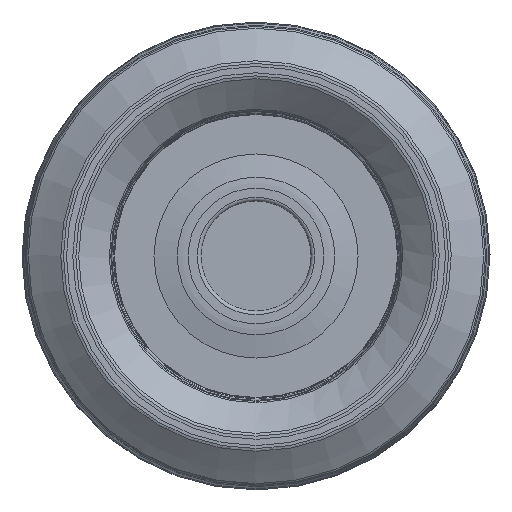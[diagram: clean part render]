
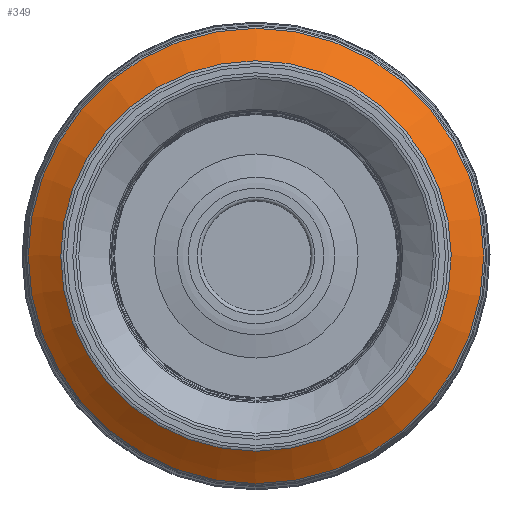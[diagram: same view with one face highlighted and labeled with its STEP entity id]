
A CAD part, left-side view. The second image highlights one B-rep face of the part: STEP entity #349.
In plain terms, the highlighted face is a revolution surface.
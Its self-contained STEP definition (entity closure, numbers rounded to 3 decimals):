
#111=SURFACE_OF_REVOLUTION('',#288,#132);
#132=AXIS1_PLACEMENT('',#1890,#1383);
#288=B_SPLINE_CURVE_WITH_KNOTS('',3,(#1885,#1886,#1887,#1888,#1889),
 .UNSPECIFIED.,.F.,.F.,(4,1,4),(0.,0.5,1.),.UNSPECIFIED.);
#349=ADVANCED_FACE('',(#433,#434),#111,.T.);
#433=FACE_BOUND('',#550,.T.);
#434=FACE_BOUND('',#551,.T.);
#550=EDGE_LOOP('',(#766));
#551=EDGE_LOOP('',(#767));
#766=ORIENTED_EDGE('',*,*,#985,.F.);
#767=ORIENTED_EDGE('',*,*,#984,.T.);
#876=VERTEX_POINT('',#1876);
#877=VERTEX_POINT('',#1884);
#984=EDGE_CURVE('',#876,#876,#1044,.T.);
#985=EDGE_CURVE('',#877,#877,#1045,.T.);
#1044=CIRCLE('',#1149,31.942);
#1045=CIRCLE('',#1150,37.253);
#1149=AXIS2_PLACEMENT_3D('',#1875,#1378,#1379);
#1150=AXIS2_PLACEMENT_3D('',#1883,#1381,#1382);
#1378=DIRECTION('',(1.,0.,0.));
#1379=DIRECTION('',(0.,0.,-1.));
#1381=DIRECTION('',(1.,0.,0.));
#1382=DIRECTION('',(0.,0.,-1.));
#1383=DIRECTION('',(1.,0.,0.));
#1875=CARTESIAN_POINT('',(0.158,0.,0.));
#1876=CARTESIAN_POINT('',(0.158,0.,-31.942));
#1883=CARTESIAN_POINT('',(3.888,0.,0.));
#1884=CARTESIAN_POINT('',(3.888,0.,-37.253));
#1885=CARTESIAN_POINT('',(0.158,-31.558,4.935));
#1886=CARTESIAN_POINT('',(0.801,-32.43,4.822));
#1887=CARTESIAN_POINT('',(2.079,-34.204,4.798));
#1888=CARTESIAN_POINT('',(3.302,-35.979,5.174));
#1889=CARTESIAN_POINT('',(3.888,-36.851,5.459));
#1890=CARTESIAN_POINT('',(0.,0.,0.));
